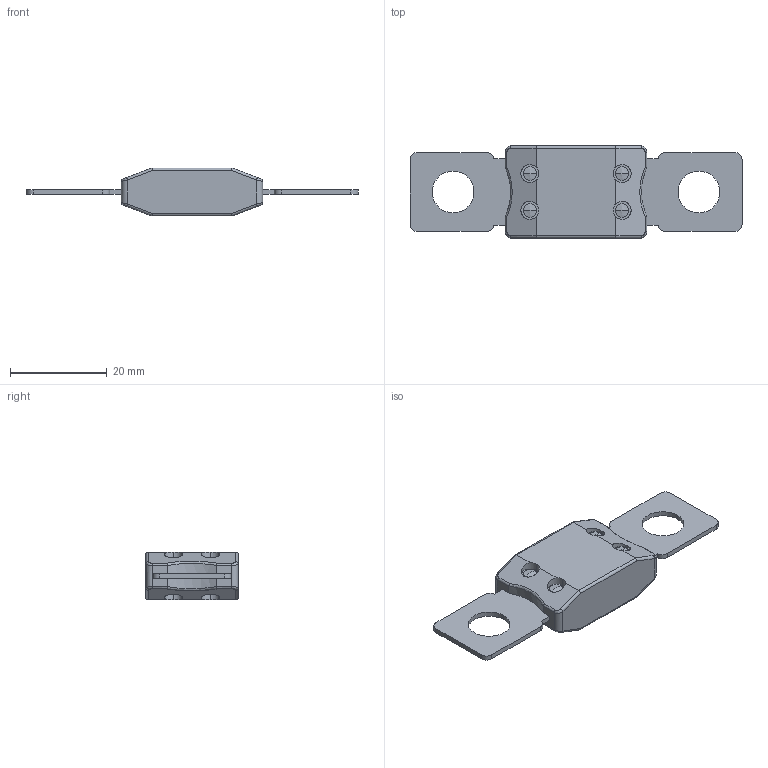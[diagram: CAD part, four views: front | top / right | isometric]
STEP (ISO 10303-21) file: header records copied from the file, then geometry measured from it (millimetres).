
FILE_DESCRIPTION((''),'2;1');
FILE_NAME('3DMODEL_0298000_ZXEH_ZXB','2022-07-29T17:09:01',('MLegi'),(''),'CREO PARAMETRIC BY PTC INC, 2021304','CREO PARAMETRIC BY PTC INC, 2021304','');
FILE_SCHEMA(('CONFIG_CONTROL_DESIGN'));
Length unit declared in the file: millimetre
Products named in the file (1): 3DMODEL_0298000_ZXEH_ZXB
Bounding box: 68.6 x 19.05 x 9.9 mm (x, y, z)
Volume: 5275.3 mm3; surface area: 3097.9 mm2
Topology: 1 solids, 1 shells, 134 faces, 356 edges, 216 vertices
Faces by surface type: cylinder 72, plane 34, bspline 28
Entity records: 5466 total; most frequent: CARTESIAN_POINT 2318, ORIENTED_EDGE 680, DIRECTION 612, EDGE_CURVE 340, AXIS2_PLACEMENT_3D 230, VERTEX_POINT 216, VECTOR 152, LINE 152
